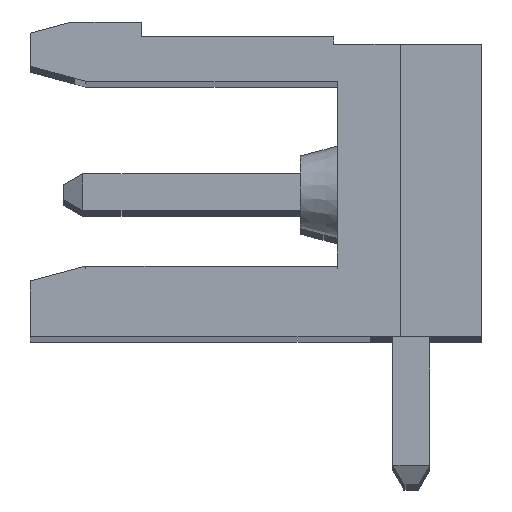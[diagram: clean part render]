
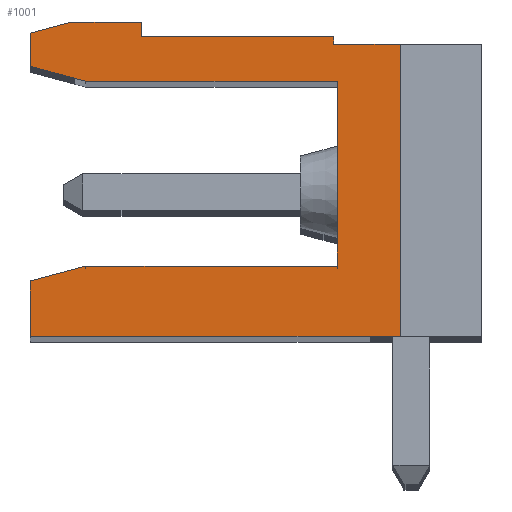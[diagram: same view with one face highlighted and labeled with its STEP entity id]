
A CAD part, top view. The second image highlights one B-rep face of the part: STEP entity #1001.
In plain terms, the highlighted planar face has unit normal (0, 0, 1).
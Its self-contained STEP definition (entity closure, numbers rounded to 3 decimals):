
#1001 = ADVANCED_FACE( '', ( #2963 ), #2964, .T. );
#2963 = FACE_OUTER_BOUND( '', #5973, .T. );
#2964 = PLANE( '', #5974 );
#5973 = EDGE_LOOP( '', ( #8992, #8993, #8994, #8995, #8996, #8997, #8998, #8999, #9000, #9001, #9002, #9003, #9004, #9005, #9006 ) );
#5974 = AXIS2_PLACEMENT_3D( '', #9007, #9008, #9009 );
#8992 = ORIENTED_EDGE( '', *, *, #17889, .F. );
#8993 = ORIENTED_EDGE( '', *, *, #17890, .F. );
#8994 = ORIENTED_EDGE( '', *, *, #17891, .F. );
#8995 = ORIENTED_EDGE( '', *, *, #17892, .F. );
#8996 = ORIENTED_EDGE( '', *, *, #17893, .F. );
#8997 = ORIENTED_EDGE( '', *, *, #17894, .T. );
#8998 = ORIENTED_EDGE( '', *, *, #17895, .T. );
#8999 = ORIENTED_EDGE( '', *, *, #17896, .T. );
#9000 = ORIENTED_EDGE( '', *, *, #17897, .T. );
#9001 = ORIENTED_EDGE( '', *, *, #17898, .F. );
#9002 = ORIENTED_EDGE( '', *, *, #17899, .F. );
#9003 = ORIENTED_EDGE( '', *, *, #17900, .F. );
#9004 = ORIENTED_EDGE( '', *, *, #17901, .F. );
#9005 = ORIENTED_EDGE( '', *, *, #17902, .F. );
#9006 = ORIENTED_EDGE( '', *, *, #17903, .T. );
#9007 = CARTESIAN_POINT( '', ( 194.225, 204.41, 101.6 ) );
#9008 = DIRECTION( '', ( 0., 0., 1. ) );
#9009 = DIRECTION( '', ( 1., 0., 0. ) );
#17889 = EDGE_CURVE( '', #21383, #21384, #21385, .T. );
#17890 = EDGE_CURVE( '', #21386, #21383, #21387, .T. );
#17891 = EDGE_CURVE( '', #21388, #21386, #21389, .T. );
#17892 = EDGE_CURVE( '', #21390, #21388, #21391, .T. );
#17893 = EDGE_CURVE( '', #21392, #21390, #21393, .T. );
#17894 = EDGE_CURVE( '', #21392, #21394, #21395, .T. );
#17895 = EDGE_CURVE( '', #21394, #21396, #21397, .T. );
#17896 = EDGE_CURVE( '', #21396, #21398, #21399, .T. );
#17897 = EDGE_CURVE( '', #21398, #21400, #21401, .T. );
#17898 = EDGE_CURVE( '', #21402, #21400, #21403, .T. );
#17899 = EDGE_CURVE( '', #21404, #21402, #21405, .T. );
#17900 = EDGE_CURVE( '', #21406, #21404, #21407, .T. );
#17901 = EDGE_CURVE( '', #21408, #21406, #21409, .T. );
#17902 = EDGE_CURVE( '', #21410, #21408, #21411, .T. );
#17903 = EDGE_CURVE( '', #21410, #21384, #21412, .T. );
#21383 = VERTEX_POINT( '', #26495 );
#21384 = VERTEX_POINT( '', #26496 );
#21385 = LINE( '', #26497, #26498 );
#21386 = VERTEX_POINT( '', #26499 );
#21387 = LINE( '', #26500, #26501 );
#21388 = VERTEX_POINT( '', #26502 );
#21389 = LINE( '', #26503, #26504 );
#21390 = VERTEX_POINT( '', #26505 );
#21391 = LINE( '', #26506, #26507 );
#21392 = VERTEX_POINT( '', #26508 );
#21393 = LINE( '', #26509, #26510 );
#21394 = VERTEX_POINT( '', #26511 );
#21395 = LINE( '', #26512, #26513 );
#21396 = VERTEX_POINT( '', #26514 );
#21397 = LINE( '', #26515, #26516 );
#21398 = VERTEX_POINT( '', #26517 );
#21399 = LINE( '', #26518, #26519 );
#21400 = VERTEX_POINT( '', #26520 );
#21401 = LINE( '', #26521, #26522 );
#21402 = VERTEX_POINT( '', #26523 );
#21403 = LINE( '', #26524, #26525 );
#21404 = VERTEX_POINT( '', #26526 );
#21405 = LINE( '', #26527, #26528 );
#21406 = VERTEX_POINT( '', #26529 );
#21407 = LINE( '', #26530, #26531 );
#21408 = VERTEX_POINT( '', #26532 );
#21409 = LINE( '', #26533, #26534 );
#21410 = VERTEX_POINT( '', #26535 );
#21411 = LINE( '', #26536, #26537 );
#21412 = LINE( '', #26538, #26539 );
#26495 = CARTESIAN_POINT( '', ( 204.225, 196.21, 101.6 ) );
#26496 = CARTESIAN_POINT( '', ( 194.225, 196.21, 101.6 ) );
#26497 = CARTESIAN_POINT( '', ( 194.225, 196.21, 101.6 ) );
#26498 = VECTOR( '', #34014, 1000. );
#26499 = CARTESIAN_POINT( '', ( 204.225, 204.11, 101.6 ) );
#26500 = CARTESIAN_POINT( '', ( 204.225, 204.11, 101.6 ) );
#26501 = VECTOR( '', #34015, 1000. );
#26502 = CARTESIAN_POINT( '', ( 202.425, 204.11, 101.6 ) );
#26503 = CARTESIAN_POINT( '', ( 206.425, 204.11, 101.6 ) );
#26504 = VECTOR( '', #34016, 1000. );
#26505 = CARTESIAN_POINT( '', ( 202.425, 204.31, 101.6 ) );
#26506 = CARTESIAN_POINT( '', ( 202.425, 204.11, 101.6 ) );
#26507 = VECTOR( '', #34017, 1000. );
#26508 = CARTESIAN_POINT( '', ( 197.225, 204.31, 101.6 ) );
#26509 = CARTESIAN_POINT( '', ( 202.425, 204.31, 101.6 ) );
#26510 = VECTOR( '', #34018, 1000. );
#26511 = CARTESIAN_POINT( '', ( 197.225, 204.71, 101.6 ) );
#26512 = CARTESIAN_POINT( '', ( 197.225, 204.81, 101.6 ) );
#26513 = VECTOR( '', #34019, 1000. );
#26514 = CARTESIAN_POINT( '', ( 195.345, 204.71, 101.6 ) );
#26515 = CARTESIAN_POINT( '', ( 195.718, 204.71, 101.6 ) );
#26516 = VECTOR( '', #34020, 1000. );
#26517 = CARTESIAN_POINT( '', ( 194.225, 204.41, 101.6 ) );
#26518 = CARTESIAN_POINT( '', ( 194.225, 204.41, 101.6 ) );
#26519 = VECTOR( '', #34021, 1000. );
#26520 = CARTESIAN_POINT( '', ( 194.225, 203.51, 101.6 ) );
#26521 = CARTESIAN_POINT( '', ( 194.225, 204.31, 101.6 ) );
#26522 = VECTOR( '', #34022, 1000. );
#26523 = CARTESIAN_POINT( '', ( 195.718, 203.11, 101.6 ) );
#26524 = CARTESIAN_POINT( '', ( 195.718, 203.11, 101.6 ) );
#26525 = VECTOR( '', #34023, 1000. );
#26526 = CARTESIAN_POINT( '', ( 202.525, 203.11, 101.6 ) );
#26527 = CARTESIAN_POINT( '', ( 202.525, 203.11, 101.6 ) );
#26528 = VECTOR( '', #34024, 1000. );
#26529 = CARTESIAN_POINT( '', ( 202.525, 198.11, 101.6 ) );
#26530 = CARTESIAN_POINT( '', ( 202.525, 198.11, 101.6 ) );
#26531 = VECTOR( '', #34025, 1000. );
#26532 = CARTESIAN_POINT( '', ( 195.725, 198.11, 101.6 ) );
#26533 = CARTESIAN_POINT( '', ( 195.725, 198.11, 101.6 ) );
#26534 = VECTOR( '', #34026, 1000. );
#26535 = CARTESIAN_POINT( '', ( 194.225, 197.708, 101.6 ) );
#26536 = CARTESIAN_POINT( '', ( 194.225, 197.708, 101.6 ) );
#26537 = VECTOR( '', #34027, 1000. );
#26538 = CARTESIAN_POINT( '', ( 194.225, 204.31, 101.6 ) );
#26539 = VECTOR( '', #34028, 1000. );
#34014 = DIRECTION( '', ( -1., 0., 0. ) );
#34015 = DIRECTION( '', ( 0., -1., 0. ) );
#34016 = DIRECTION( '', ( 1., 0., 0. ) );
#34017 = DIRECTION( '', ( 0., -1., 0. ) );
#34018 = DIRECTION( '', ( 1., 0., 0. ) );
#34019 = DIRECTION( '', ( 0., 1., 0. ) );
#34020 = DIRECTION( '', ( -1., 0., 0. ) );
#34021 = DIRECTION( '', ( -0.966, -0.259, 0. ) );
#34022 = DIRECTION( '', ( 0., -1., 0. ) );
#34023 = DIRECTION( '', ( -0.966, 0.259, 0. ) );
#34024 = DIRECTION( '', ( -1., 0., 0. ) );
#34025 = DIRECTION( '', ( 0., 1., 0. ) );
#34026 = DIRECTION( '', ( 1., 0., 0. ) );
#34027 = DIRECTION( '', ( 0.966, 0.259, 0. ) );
#34028 = DIRECTION( '', ( 0., -1., 0. ) );
